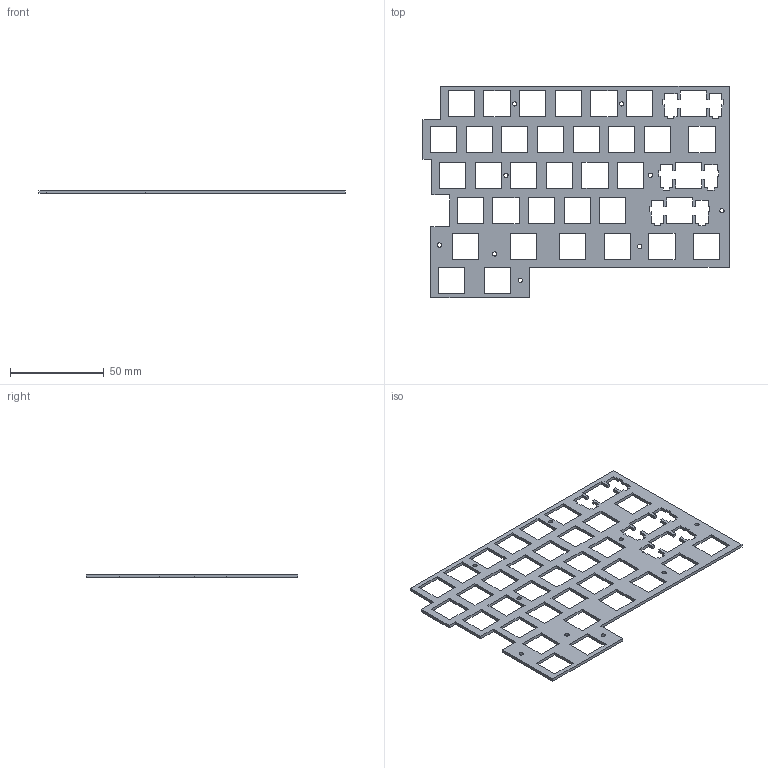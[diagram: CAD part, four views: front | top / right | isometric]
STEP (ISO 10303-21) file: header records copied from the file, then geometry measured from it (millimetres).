
FILE_DESCRIPTION(('KiCad electronic assembly'),'2;1');
FILE_NAME('plate6_dx.step','2025-08-04T16:37:35',('Pcbnew'),('Kicad'), 'Open CASCADE STEP processor 7.7','KiCad to STEP converter','Unknown' );
FILE_SCHEMA(('AUTOMOTIVE_DESIGN { 1 0 10303 214 1 1 1 1 }'));
Length unit declared in the file: millimetre
Products named in the file (2): plate6_dx 1; plate6_dx_PCB
Assembly tree (1 placements, depth 2):
  plate6_dx 1
    plate6_dx_PCB
Bounding box: 163.55 x 113.22 x 1.6 mm (x, y, z)
Volume: 13495.8 mm3; surface area: 21462.8 mm2
Topology: 1 solids, 1 shells, 265 faces, 789 edges, 526 vertices
Faces by surface type: plane 256, cylinder 9
Full cylindrical faces by diameter (mm): 2.3 x9
Entity records: 8938 total; most frequent: CARTESIAN_POINT 1582, ORIENTED_EDGE 1578, DIRECTION 1341, EDGE_CURVE 789, LINE 771, VECTOR 771, VERTEX_POINT 526, FACE_BOUND 355
